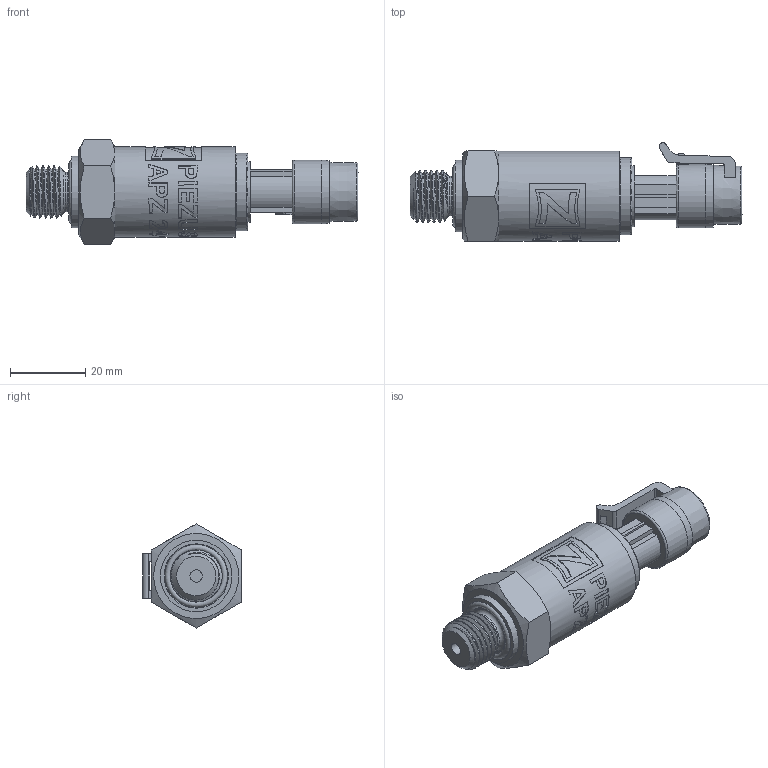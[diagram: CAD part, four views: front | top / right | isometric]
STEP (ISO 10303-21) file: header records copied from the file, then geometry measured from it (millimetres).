
FILE_DESCRIPTION(/* description */ (''),/* implementation_level */ '2;1');
FILE_NAME(/* name */ 'APZ2412_M14x1,5DIN_Packard.step',/* time_stamp */ '2021-06-11T16:54:43+03:00',/* author */ (''),/* organization */ (''),/* preprocessor_version */ 'ST-DEVELOPER v18.1',/* originating_system */ 'Autodesk Translation Framework v10.9.0.1377',/* authorisation */ '');
FILE_SCHEMA (('AUTOMOTIVE_DESIGN { 1 0 10303 214 3 1 1 }'));
Length unit declared in the file: millimetre
Products named in the file (4): APZ2412_M14x1,5DIN_Packard; M14x1,5 DIN; Packard male v12; Packard female v5
Assembly tree (3 placements, depth 2):
  APZ2412_M14x1,5DIN_Packard
    M14x1,5 DIN
    Packard male v12
    Packard female v5
Bounding box: 88.28 x 26.21 x 27.71 mm (x, y, z)
Volume: 26596.4 mm3; surface area: 13109.8 mm2
Topology: 11 solids, 11 shells, 494 faces, 1275 edges, 849 vertices
Faces by surface type: bspline 210, plane 172, cylinder 71, cone 27, torus 14
Full cylindrical faces by diameter (mm): 1.5 x3, 3.3 x1, 10.123 x1, 10.5 x1, 12 x1, 12.137 x5, 12.623 x2, 13.5 x1, 13.85 x4, 13.9 x1, 16.2 x1, 16.7 x1, 16.9 x1, 18 x2, 18.3 x1, 19 x1, 20 x2, 20.5 x1, 24 x1
Entity records: 21628 total; most frequent: CARTESIAN_POINT 10450, ORIENTED_EDGE 2550, DIRECTION 1774, EDGE_CURVE 1275, VERTEX_POINT 849, LINE 650, VECTOR 650, AXIS2_PLACEMENT_3D 562
